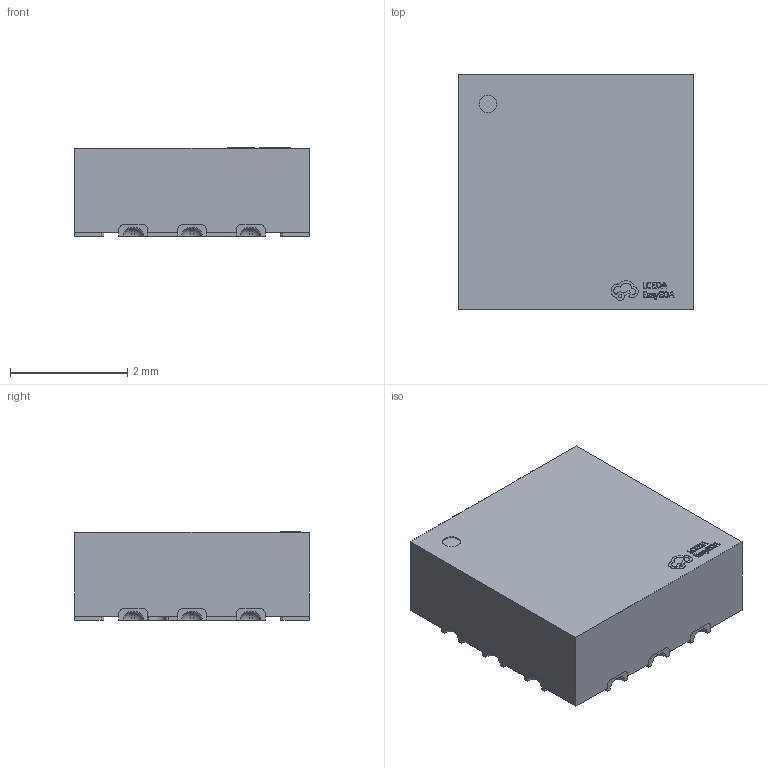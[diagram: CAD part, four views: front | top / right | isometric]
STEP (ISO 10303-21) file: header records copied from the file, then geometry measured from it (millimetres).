
FILE_DESCRIPTION (( 'STEP AP214' ), '1' );
FILE_NAME ('LFCSP-12_L4.0-W4.0-H1.5-P1.00-TL-EP2.1.step', '2022-06-20T11:12:43', ( '' ), ( '' ), 'SwSTEP 2.0', 'SolidWorks 2020', '' );
FILE_SCHEMA (( 'AUTOMOTIVE_DESIGN' ));
Length unit declared in the file: millimetre
Products named in the file (1): LFCSP-12_L4.0-W4.0-H1.5-P1.00-TL-EP2.1
Bounding box: 4 x 4 x 1.51 mm (x, y, z)
Volume: 23.3 mm3; surface area: 77.1 mm2
Topology: 14 solids, 14 shells, 643 faces, 1689 edges, 1030 vertices
Faces by surface type: plane 311, bspline 160, cylinder 148, sphere 24
Entity records: 27959 total; most frequent: CARTESIAN_POINT 6499, ORIENTED_EDGE 3234, DIRECTION 2509, EDGE_CURVE 1617, VECTOR 1045, LINE 1045, VERTEX_POINT 1030, AXIS2_PLACEMENT_3D 732
